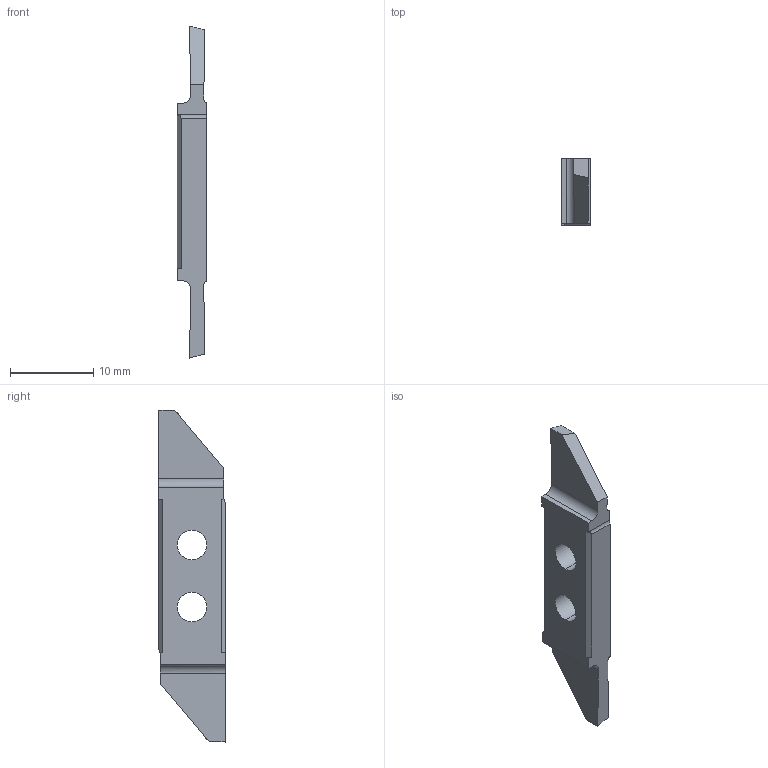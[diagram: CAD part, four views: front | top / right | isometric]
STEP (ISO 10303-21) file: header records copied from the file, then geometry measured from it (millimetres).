
FILE_DESCRIPTION (( 'STEP AP214' ), '1' );
FILE_NAME ('CUT-782-35.step', '2017-04-07T13:28:53', ( '' ), ( '' ), 'SwSTEP 2.0', 'SolidWorks 2016', '' );
FILE_SCHEMA (( 'AUTOMOTIVE_DESIGN' ));
Length unit declared in the file: millimetre
Products named in the file (1): CUT-782-35
Bounding box: 3.6 x 8 x 40 mm (x, y, z)
Volume: 713.8 mm3; surface area: 831 mm2
Topology: 1 solids, 1 shells, 40 faces, 114 edges, 76 vertices
Faces by surface type: plane 24, cylinder 16
Entity records: 1342 total; most frequent: CARTESIAN_POINT 267, ORIENTED_EDGE 228, DIRECTION 206, EDGE_CURVE 114, VECTOR 80, LINE 80, VERTEX_POINT 76, AXIS2_PLACEMENT_3D 63
